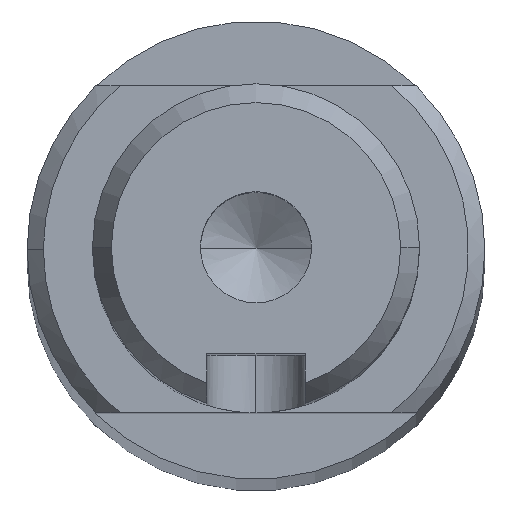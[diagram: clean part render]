
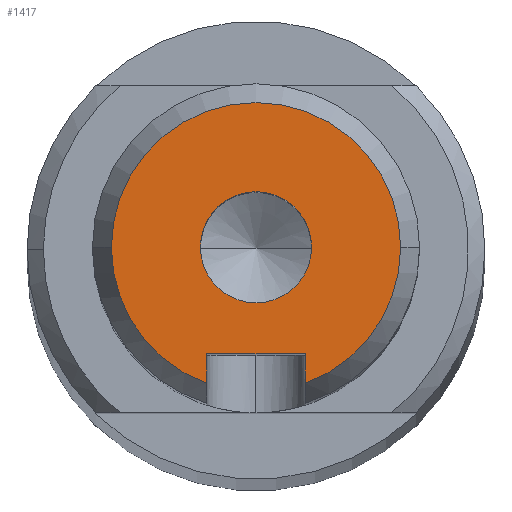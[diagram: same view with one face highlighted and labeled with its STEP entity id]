
A CAD part, top view. The second image highlights one B-rep face of the part: STEP entity #1417.
In plain terms, the highlighted planar face has unit normal (0, 0, 1).
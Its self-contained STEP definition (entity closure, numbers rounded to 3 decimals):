
#7 = CIRCLE ( 'NONE', #220, 8.845 ) ;
#23 = CARTESIAN_POINT ( 'NONE',  ( 8.845, 0., 306.25 ) ) ;
#36 = EDGE_CURVE ( 'NONE', #576, #1279, #844, .T. ) ;
#49 = CARTESIAN_POINT ( 'NONE',  ( 0., 0., 306.25 ) ) ;
#92 = VECTOR ( 'NONE', #268, 1000. ) ;
#93 = AXIS2_PLACEMENT_3D ( 'NONE', #277, #1018, #402 ) ;
#146 = CIRCLE ( 'NONE', #1606, 8.845 ) ;
#220 = AXIS2_PLACEMENT_3D ( 'NONE', #1097, #1585, #464 ) ;
#228 = CARTESIAN_POINT ( 'NONE',  ( 3., -8.321, 306.25 ) ) ;
#268 = DIRECTION ( 'NONE',  ( 0., -1., 0. ) ) ;
#277 = CARTESIAN_POINT ( 'NONE',  ( 0., 0., 306.25 ) ) ;
#282 = ORIENTED_EDGE ( 'NONE', *, *, #1311, .T. ) ;
#289 = EDGE_CURVE ( 'NONE', #1279, #576, #1292, .T. ) ;
#304 = CARTESIAN_POINT ( 'NONE',  ( -3., -6.5, 306.25 ) ) ;
#397 = DIRECTION ( 'NONE',  ( 1., 0., 0. ) ) ;
#402 = DIRECTION ( 'NONE',  ( 1., 0., 0. ) ) ;
#430 = CARTESIAN_POINT ( 'NONE',  ( 0., 0., 306.25 ) ) ;
#435 = CARTESIAN_POINT ( 'NONE',  ( -3., -8.321, 306.25 ) ) ;
#464 = DIRECTION ( 'NONE',  ( 1., 0., 0. ) ) ;
#471 = CARTESIAN_POINT ( 'NONE',  ( 0., -6.5, 306.25 ) ) ;
#517 = DIRECTION ( 'NONE',  ( 0., 0., 1. ) ) ;
#543 = CARTESIAN_POINT ( 'NONE',  ( 3., -6.5, 306.25 ) ) ;
#548 = DIRECTION ( 'NONE',  ( 1., 0., 0. ) ) ;
#576 = VERTEX_POINT ( 'NONE', #1244 ) ;
#589 = VERTEX_POINT ( 'NONE', #865 ) ;
#601 = LINE ( 'NONE', #623, #92 ) ;
#608 = CIRCLE ( 'NONE', #640, 8.845 ) ;
#618 = ORIENTED_EDGE ( 'NONE', *, *, #36, .F. ) ;
#623 = CARTESIAN_POINT ( 'NONE',  ( -3., -6.5, 306.25 ) ) ;
#640 = AXIS2_PLACEMENT_3D ( 'NONE', #430, #517, #397 ) ;
#676 = CARTESIAN_POINT ( 'NONE',  ( 3., -6.5, 306.25 ) ) ;
#682 = CARTESIAN_POINT ( 'NONE',  ( 0., 0., 306.25 ) ) ;
#706 = ORIENTED_EDGE ( 'NONE', *, *, #797, .T. ) ;
#713 = ORIENTED_EDGE ( 'NONE', *, *, #1226, .F. ) ;
#742 = EDGE_CURVE ( 'NONE', #1243, #589, #146, .T. ) ;
#757 = ORIENTED_EDGE ( 'NONE', *, *, #742, .T. ) ;
#790 = PLANE ( 'NONE',  #1528 ) ;
#797 = EDGE_CURVE ( 'NONE', #589, #1443, #608, .T. ) ;
#819 = AXIS2_PLACEMENT_3D ( 'NONE', #1336, #1494, #975 ) ;
#844 = CIRCLE ( 'NONE', #819, 3.4 ) ;
#865 = CARTESIAN_POINT ( 'NONE',  ( -8.845, 0., 306.25 ) ) ;
#897 = CARTESIAN_POINT ( 'NONE',  ( -3.4, 0., 306.25 ) ) ;
#968 = DIRECTION ( 'NONE',  ( 1., 0., 0. ) ) ;
#970 = EDGE_LOOP ( 'NONE', ( #1166, #282, #1563, #757, #706, #713 ) ) ;
#975 = DIRECTION ( 'NONE',  ( 1., 0., 0. ) ) ;
#1018 = DIRECTION ( 'NONE',  ( 0., 0., 1. ) ) ;
#1044 = VERTEX_POINT ( 'NONE', #543 ) ;
#1052 = VECTOR ( 'NONE', #968, 1000. ) ;
#1067 = DIRECTION ( 'NONE',  ( 0., -1., 0. ) ) ;
#1097 = CARTESIAN_POINT ( 'NONE',  ( 0., 0., 306.25 ) ) ;
#1117 = EDGE_CURVE ( 'NONE', #1487, #1243, #7, .T. ) ;
#1166 = ORIENTED_EDGE ( 'NONE', *, *, #1215, .T. ) ;
#1167 = DIRECTION ( 'NONE',  ( 1., 0., 0. ) ) ;
#1212 = VECTOR ( 'NONE', #1067, 1000. ) ;
#1215 = EDGE_CURVE ( 'NONE', #1426, #1044, #1591, .T. ) ;
#1226 = EDGE_CURVE ( 'NONE', #1426, #1443, #601, .T. ) ;
#1239 = EDGE_LOOP ( 'NONE', ( #618, #1389 ) ) ;
#1243 = VERTEX_POINT ( 'NONE', #23 ) ;
#1244 = CARTESIAN_POINT ( 'NONE',  ( 3.4, 0., 306.25 ) ) ;
#1279 = VERTEX_POINT ( 'NONE', #897 ) ;
#1290 = LINE ( 'NONE', #676, #1212 ) ;
#1292 = CIRCLE ( 'NONE', #93, 3.4 ) ;
#1298 = DIRECTION ( 'NONE',  ( 0., 0., 1. ) ) ;
#1308 = FACE_BOUND ( 'NONE', #1239, .T. ) ;
#1311 = EDGE_CURVE ( 'NONE', #1044, #1487, #1290, .T. ) ;
#1316 = FACE_OUTER_BOUND ( 'NONE', #970, .T. ) ;
#1336 = CARTESIAN_POINT ( 'NONE',  ( 0., 0., 306.25 ) ) ;
#1389 = ORIENTED_EDGE ( 'NONE', *, *, #289, .F. ) ;
#1417 = ADVANCED_FACE ( 'NONE', ( #1308, #1316 ), #790, .T. ) ;
#1419 = DIRECTION ( 'NONE',  ( 0., 0., 1. ) ) ;
#1426 = VERTEX_POINT ( 'NONE', #304 ) ;
#1443 = VERTEX_POINT ( 'NONE', #435 ) ;
#1487 = VERTEX_POINT ( 'NONE', #228 ) ;
#1494 = DIRECTION ( 'NONE',  ( 0., 0., 1. ) ) ;
#1528 = AXIS2_PLACEMENT_3D ( 'NONE', #49, #1419, #548 ) ;
#1563 = ORIENTED_EDGE ( 'NONE', *, *, #1117, .T. ) ;
#1585 = DIRECTION ( 'NONE',  ( 0., 0., 1. ) ) ;
#1591 = LINE ( 'NONE', #471, #1052 ) ;
#1606 = AXIS2_PLACEMENT_3D ( 'NONE', #682, #1298, #1167 ) ;
